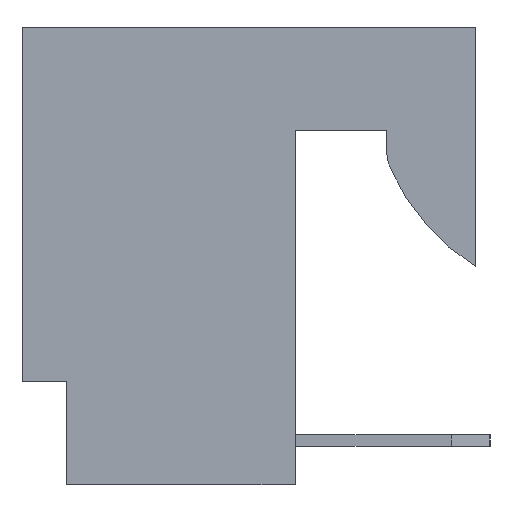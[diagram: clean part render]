
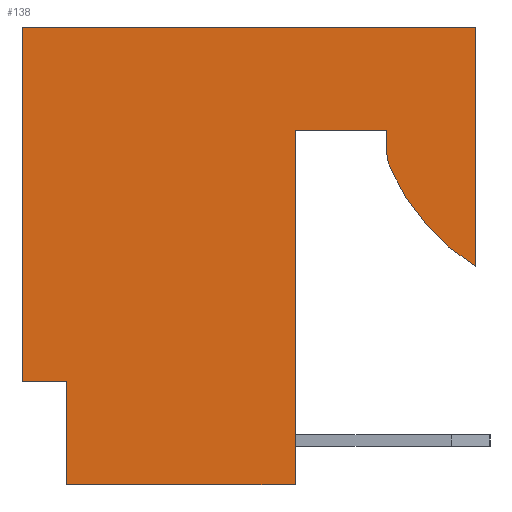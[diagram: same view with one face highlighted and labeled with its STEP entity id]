
A CAD part, left-side view. The second image highlights one B-rep face of the part: STEP entity #138.
In plain terms, the highlighted planar face has unit normal (-1, 0, 0).
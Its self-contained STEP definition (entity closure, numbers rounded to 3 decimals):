
#138=ADVANCED_FACE('',(#1100),#1101,.F.);
#1100=FACE_OUTER_BOUND('',#2903,.T.);
#1101=PLANE('',#2904);
#2903=EDGE_LOOP('',(#5046,#5047,#5048,#5049,#5050,#5051,#5052,#5053,#5054,#5055,#5056));
#2904=AXIS2_PLACEMENT_3D('',#5057,#5058,#5059);
#5046=ORIENTED_EDGE('',*,*,#12285,.F.);
#5047=ORIENTED_EDGE('',*,*,#12286,.F.);
#5048=ORIENTED_EDGE('',*,*,#12287,.F.);
#5049=ORIENTED_EDGE('',*,*,#12288,.F.);
#5050=ORIENTED_EDGE('',*,*,#12289,.F.);
#5051=ORIENTED_EDGE('',*,*,#12290,.F.);
#5052=ORIENTED_EDGE('',*,*,#12291,.F.);
#5053=ORIENTED_EDGE('',*,*,#12292,.F.);
#5054=ORIENTED_EDGE('',*,*,#12293,.F.);
#5055=ORIENTED_EDGE('',*,*,#12294,.F.);
#5056=ORIENTED_EDGE('',*,*,#12295,.F.);
#5057=CARTESIAN_POINT('',(-21.539,0.0,0.0));
#5058=DIRECTION('',(1.0,0.0,0.0));
#5059=DIRECTION('',(0.0,1.0,0.0));
#12285=EDGE_CURVE('',#15075,#15076,#15077,.T.);
#12286=EDGE_CURVE('',#15078,#15075,#15079,.T.);
#12287=EDGE_CURVE('',#15080,#15078,#15081,.T.);
#12288=EDGE_CURVE('',#15082,#15080,#15083,.T.);
#12289=EDGE_CURVE('',#15084,#15082,#15085,.T.);
#12290=EDGE_CURVE('',#15086,#15084,#15087,.T.);
#12291=EDGE_CURVE('',#15088,#15086,#15089,.T.);
#12292=EDGE_CURVE('',#15090,#15088,#15091,.T.);
#12293=EDGE_CURVE('',#15092,#15090,#15093,.T.);
#12294=EDGE_CURVE('',#15094,#15092,#15095,.T.);
#12295=EDGE_CURVE('',#15076,#15094,#15096,.T.);
#15075=VERTEX_POINT('',#19203);
#15076=VERTEX_POINT('',#19204);
#15077=LINE('',#19205,#19206);
#15078=VERTEX_POINT('',#19207);
#15079=LINE('',#19208,#19209);
#15080=VERTEX_POINT('',#19210);
#15081=LINE('',#19211,#19212);
#15082=VERTEX_POINT('',#19213);
#15083=LINE('',#19214,#19215);
#15084=VERTEX_POINT('',#19216);
#15085=LINE('',#19217,#19218);
#15086=VERTEX_POINT('',#19219);
#15087=LINE('',#19220,#19221);
#15088=VERTEX_POINT('',#19222);
#15089=LINE('',#19223,#19224);
#15090=VERTEX_POINT('',#19225);
#15091=LINE('',#19226,#19227);
#15092=VERTEX_POINT('',#19228);
#15093=CIRCLE('',#19229,0.762);
#15094=VERTEX_POINT('',#19230);
#15095=CIRCLE('',#19231,3.81);
#15096=LINE('',#19232,#19233);
#19203=CARTESIAN_POINT('',(-21.539,7.798,0.0));
#19204=CARTESIAN_POINT('',(-21.539,0.0,0.0));
#19205=CARTESIAN_POINT('',(-21.539,7.798,0.0));
#19206=VECTOR('',#25025,7.798);
#19207=CARTESIAN_POINT('',(-21.539,7.798,-6.096));
#19208=CARTESIAN_POINT('',(-21.539,7.798,-6.096));
#19209=VECTOR('',#25026,6.096);
#19210=CARTESIAN_POINT('',(-21.539,7.036,-6.096));
#19211=CARTESIAN_POINT('',(-21.539,7.036,-6.096));
#19212=VECTOR('',#25027,0.762);
#19213=CARTESIAN_POINT('',(-21.539,7.036,-7.874));
#19214=CARTESIAN_POINT('',(-21.539,7.036,-7.874));
#19215=VECTOR('',#25028,1.778);
#19216=CARTESIAN_POINT('',(-21.539,3.099,-7.874));
#19217=CARTESIAN_POINT('',(-21.539,3.099,-7.874));
#19218=VECTOR('',#25029,3.937);
#19219=CARTESIAN_POINT('',(-21.539,3.099,-1.778));
#19220=CARTESIAN_POINT('',(-21.539,3.099,-1.778));
#19221=VECTOR('',#25030,6.096);
#19222=CARTESIAN_POINT('',(-21.539,1.524,-1.778));
#19223=CARTESIAN_POINT('',(-21.539,1.524,-1.778));
#19224=VECTOR('',#25031,1.575);
#19225=CARTESIAN_POINT('',(-21.539,1.524,-2.125));
#19226=CARTESIAN_POINT('',(-21.539,1.524,-2.125));
#19227=VECTOR('',#25032,0.347);
#19228=CARTESIAN_POINT('',(-21.539,1.459,-2.434));
#19229=AXIS2_PLACEMENT_3D('',#25033,#25034,#25035);
#19230=CARTESIAN_POINT('',(-21.539,0.0,-4.117));
#19231=AXIS2_PLACEMENT_3D('',#25036,#25037,#25038);
#19232=CARTESIAN_POINT('',(-21.539,0.0,0.0));
#19233=VECTOR('',#25039,4.117);
#25025=DIRECTION('',(0.0,-1.0,0.0));
#25026=DIRECTION('',(0.0,0.0,1.0));
#25027=DIRECTION('',(0.0,1.0,0.0));
#25028=DIRECTION('',(0.0,0.0,1.0));
#25029=DIRECTION('',(0.0,1.0,0.0));
#25030=DIRECTION('',(0.0,0.0,-1.0));
#25031=DIRECTION('',(0.0,1.0,0.0));
#25032=DIRECTION('',(0.0,0.0,1.0));
#25033=CARTESIAN_POINT('',(-21.539,0.762,-2.125));
#25034=DIRECTION('',(1.0,0.0,0.0));
#25035=DIRECTION('',(0.0,0.914,-0.405));
#25036=CARTESIAN_POINT('',(-21.539,-2.024,-0.889));
#25037=DIRECTION('',(1.0,0.0,0.0));
#25038=DIRECTION('',(0.0,0.531,-0.847));
#25039=DIRECTION('',(0.0,0.0,-1.0));
